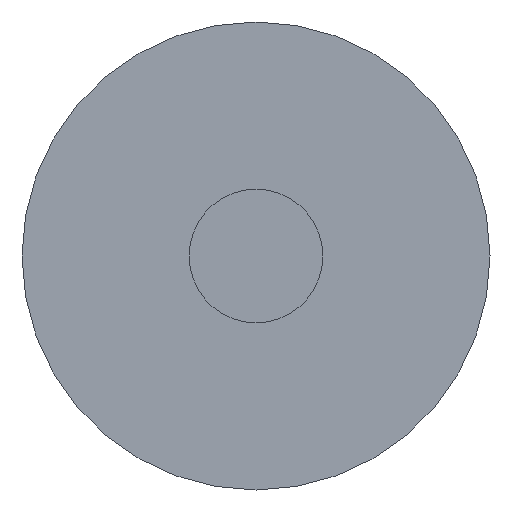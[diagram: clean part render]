
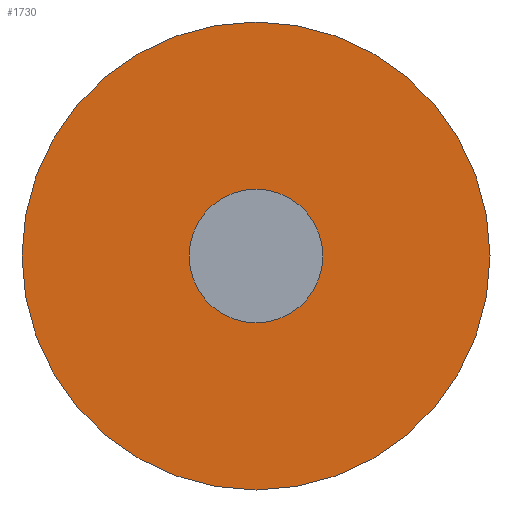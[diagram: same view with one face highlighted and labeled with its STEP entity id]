
A CAD part, left-side view. The second image highlights one B-rep face of the part: STEP entity #1730.
In plain terms, the highlighted planar face has unit normal (-1, 0, 0).
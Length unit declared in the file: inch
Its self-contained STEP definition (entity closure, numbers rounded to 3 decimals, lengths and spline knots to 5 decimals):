
#26=FACE_BOUND('',#256,.T.);
#60=PLANE('',#1940);
#154=FACE_OUTER_BOUND('',#255,.T.);
#255=EDGE_LOOP('',(#1557));
#256=EDGE_LOOP('',(#1558));
#260=CIRCLE('',#1758,0.25);
#362=CIRCLE('',#1939,0.875);
#641=VERTEX_POINT('',#5133);
#792=VERTEX_POINT('',#7477);
#823=EDGE_CURVE('',#641,#641,#260,.T.);
#1053=EDGE_CURVE('',#792,#792,#362,.T.);
#1557=ORIENTED_EDGE('',*,*,#1053,.F.);
#1558=ORIENTED_EDGE('',*,*,#823,.T.);
#1730=ADVANCED_FACE('',(#154,#26),#60,.T.);
#1758=AXIS2_PLACEMENT_3D('',#5134,#1977,#1978);
#1939=AXIS2_PLACEMENT_3D('',#7479,#2433,#2434);
#1940=AXIS2_PLACEMENT_3D('',#7480,#2435,#2436);
#1977=DIRECTION('center_axis',(1.,0.,0.));
#1978=DIRECTION('ref_axis',(0.,-1.,0.));
#2433=DIRECTION('center_axis',(1.,0.,0.));
#2434=DIRECTION('ref_axis',(0.,0.,-1.));
#2435=DIRECTION('center_axis',(-1.,0.,0.));
#2436=DIRECTION('ref_axis',(0.,0.,1.));
#5133=CARTESIAN_POINT('',(0.,0.25,0.));
#5134=CARTESIAN_POINT('Origin',(0.,0.,0.));
#7477=CARTESIAN_POINT('',(0.,0.,0.875));
#7479=CARTESIAN_POINT('Origin',(0.,0.,0.));
#7480=CARTESIAN_POINT('Origin',(0.,0.,0.875));
